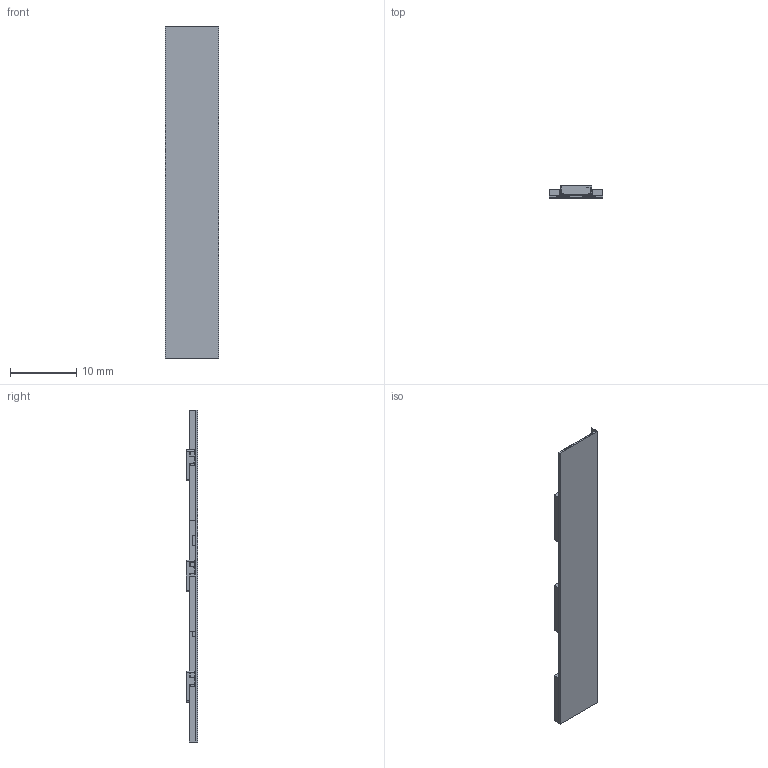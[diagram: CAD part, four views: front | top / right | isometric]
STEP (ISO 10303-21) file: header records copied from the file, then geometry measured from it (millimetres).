
FILE_DESCRIPTION((''),'2;1');
FILE_NAME('LS-12V-60-W10-5050S_ASM','2020-08-16T',('Administrator'),(''),'PRO/ENGINEER BY PARAMETRIC TECHNOLOGY CORPORATION, 2011310','PRO/ENGINEER BY PARAMETRIC TECHNOLOGY CORPORATION, 2011310','');
FILE_SCHEMA(('AUTOMOTIVE_DESIGN_CC2 { 1 2 10303 214 -1 1 5 2 }'));
Length unit declared in the file: millimetre
Products named in the file (12): LS-12V-60-W10-5050S_PLATE; LS-12V-60-W10-5050S_PADS; RES_1206_01; RES_1206_02; RES_1206_03; RES_1206_ASM; LED_CHIP_5050_BASE; LED_CHIP_5050_CHIP; LED_CHIP_5050_SLICONE; LED_CHIP_5050_ELETRODE; LED_CHIP_5050_ASM; LS-12V-60-W10-5050S_ASM
Assembly tree (21 placements, depth 3):
  LS-12V-60-W10-5050S_ASM
    LS-12V-60-W10-5050S_PLATE
    LS-12V-60-W10-5050S_PADS
    RES_1206_ASM  x3
      RES_1206_01
      RES_1206_02
      RES_1206_03
    LED_CHIP_5050_ASM  x3
      LED_CHIP_5050_BASE
      LED_CHIP_5050_CHIP
      LED_CHIP_5050_SLICONE
      LED_CHIP_5050_ELETRODE
Bounding box: 8 x 1.8 x 50 mm (x, y, z)
Volume: 226.5 mm3; surface area: 2005.1 mm2
Topology: 71 solids, 73 shells, 1307 faces, 3437 edges, 2306 vertices
Faces by surface type: plane 771, cylinder 362, extrusion 84, torus 54, sphere 24, cone 6, bspline 6
Entity records: 27897 total; most frequent: CARTESIAN_POINT 4154, DIRECTION 3762, ORIENTED_EDGE 3464, PRESENTATION_STYLE_ASSIGNMENT 1891, STYLED_ITEM 1875, CURVE_STYLE 1836, EDGE_CURVE 1836, AXIS2_PLACEMENT_3D 1270
